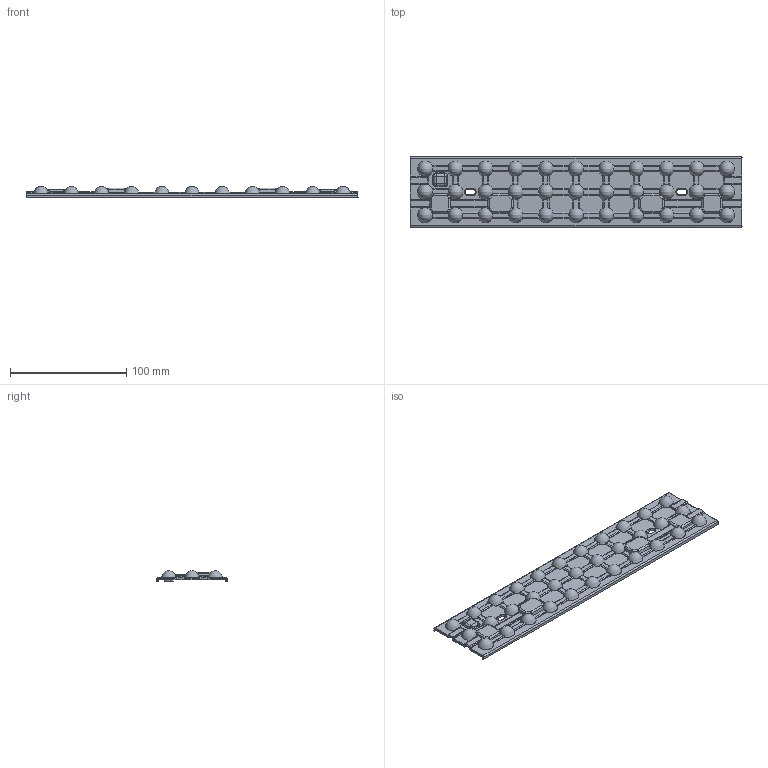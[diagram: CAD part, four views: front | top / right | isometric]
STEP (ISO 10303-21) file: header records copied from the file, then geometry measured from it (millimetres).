
FILE_DESCRIPTION (( 'STEP AP214' ), '1' );
FILE_NAME ('12940_Rev_1_MB_SymFlange_Customer.STEP', '2015-10-01T09:15:34', ( '' ), ( '' ), 'SwSTEP 2.0', 'SolidWorks 2014', '' );
FILE_SCHEMA (( 'AUTOMOTIVE_DESIGN' ));
Length unit declared in the file: millimetre
Products named in the file (1): 12940_Rev_1_MB_SymFlange_Customer
Bounding box: 286 x 61 x 9.6 mm (x, y, z)
Volume: 49335.2 mm3; surface area: 43680.8 mm2
Topology: 1 solids, 1 shells, 2547 faces, 6854 edges, 4303 vertices
Faces by surface type: plane 1122, bspline 737, cylinder 564, sphere 82, cone 30, torus 12
Entity records: 116278 total; most frequent: CARTESIAN_POINT 63433, ORIENTED_EDGE 13536, DIRECTION 7304, EDGE_CURVE 6768, VERTEX_POINT 4303, B_SPLINE_CURVE_WITH_KNOTS 3399, EDGE_LOOP 2631, AXIS2_PLACEMENT_3D 2625
